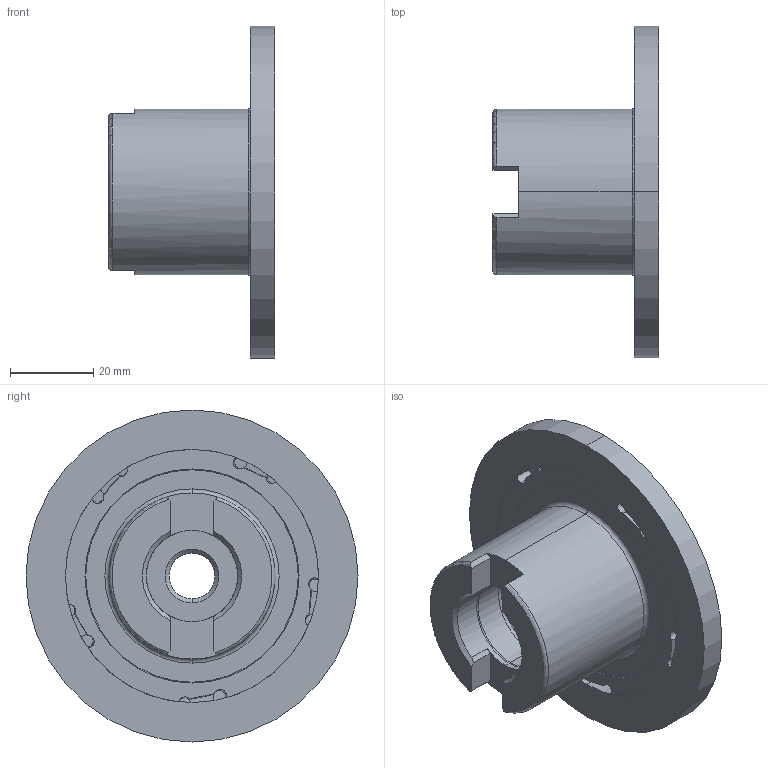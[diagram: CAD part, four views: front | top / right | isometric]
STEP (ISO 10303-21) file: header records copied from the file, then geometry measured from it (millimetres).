
FILE_DESCRIPTION (( 'STEP AP214' ), '1' );
FILE_NAME ('SFA 080-06-5.STEP', '2012-04-13T08:46:46', ( '' ), ( '' ), 'SwSTEP 2.0', 'SolidWorks 2012', '' );
FILE_SCHEMA (( 'AUTOMOTIVE_DESIGN' ));
Length unit declared in the file: millimetre
Products named in the file (1): SFA 080-06-5
Bounding box: 40 x 80 x 80 mm (x, y, z)
Volume: 55753.5 mm3; surface area: 19054.4 mm2
Topology: 1 solids, 1 shells, 141 faces, 379 edges, 246 vertices
Faces by surface type: plane 64, cylinder 55, cone 18, torus 4
Entity records: 4547 total; most frequent: CARTESIAN_POINT 1138, ORIENTED_EDGE 758, DIRECTION 685, EDGE_CURVE 379, AXIS2_PLACEMENT_3D 279, VERTEX_POINT 246, EDGE_LOOP 149, FACE_OUTER_BOUND 141
